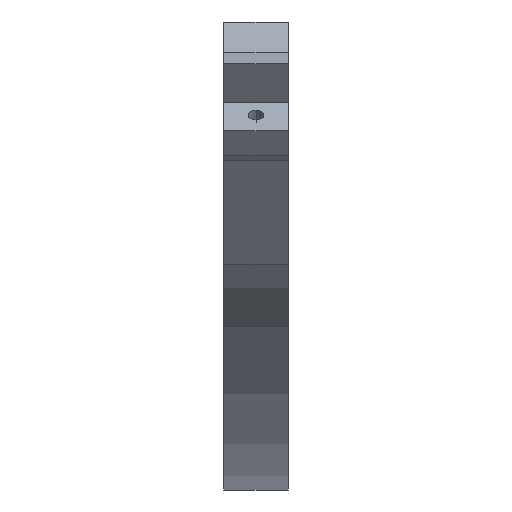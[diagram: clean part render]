
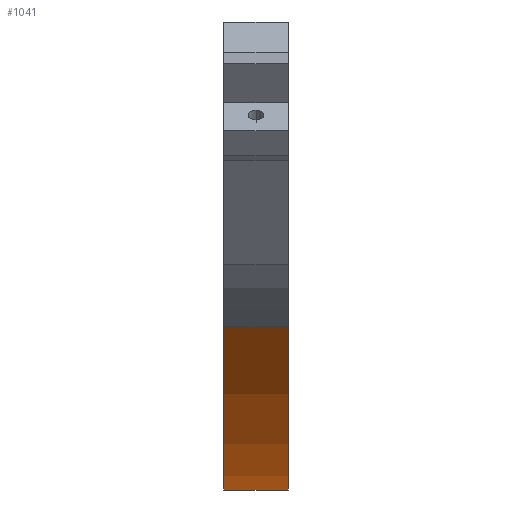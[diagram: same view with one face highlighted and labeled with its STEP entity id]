
A CAD part, top view. The second image highlights one B-rep face of the part: STEP entity #1041.
In plain terms, the highlighted cylindrical face has radius 241.476 mm (diameter 482.953 mm), a partial arc.
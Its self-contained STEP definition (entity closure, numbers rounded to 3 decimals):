
#5 = VERTEX_POINT ( 'NONE', #656 ) ;
#17 = CYLINDRICAL_SURFACE ( 'NONE', #74, 241.476 ) ;
#74 = AXIS2_PLACEMENT_3D ( 'NONE', #960, #944, #699 ) ;
#86 = VECTOR ( 'NONE', #472, 1000. ) ;
#102 = CARTESIAN_POINT ( 'NONE',  ( 12., 12.741, -2.226 ) ) ;
#154 = ORIENTED_EDGE ( 'NONE', *, *, #180, .T. ) ;
#174 = VECTOR ( 'NONE', #614, 1000. ) ;
#180 = EDGE_CURVE ( 'NONE', #293, #634, #659, .T. ) ;
#212 = CARTESIAN_POINT ( 'NONE',  ( 12., 241.476, 75.176 ) ) ;
#223 = DIRECTION ( 'NONE',  ( 0., 0., 1. ) ) ;
#265 = EDGE_CURVE ( 'NONE', #966, #634, #764, .T. ) ;
#276 = CIRCLE ( 'NONE', #433, 241.476 ) ;
#286 = LINE ( 'NONE', #773, #174 ) ;
#293 = VERTEX_POINT ( 'NONE', #381 ) ;
#358 = EDGE_CURVE ( 'NONE', #5, #966, #276, .T. ) ;
#368 = FACE_OUTER_BOUND ( 'NONE', #526, .T. ) ;
#381 = CARTESIAN_POINT ( 'NONE',  ( 0., 30.374, 192.421 ) ) ;
#416 = AXIS2_PLACEMENT_3D ( 'NONE', #458, #684, #673 ) ;
#433 = AXIS2_PLACEMENT_3D ( 'NONE', #212, #978, #223 ) ;
#450 = ORIENTED_EDGE ( 'NONE', *, *, #265, .F. ) ;
#458 = CARTESIAN_POINT ( 'NONE',  ( 0., 241.476, 75.176 ) ) ;
#472 = DIRECTION ( 'NONE',  ( -1., 0., 0. ) ) ;
#526 = EDGE_LOOP ( 'NONE', ( #814, #537, #154, #450 ) ) ;
#537 = ORIENTED_EDGE ( 'NONE', *, *, #1039, .T. ) ;
#563 = CARTESIAN_POINT ( 'NONE',  ( 12., 12.741, -2.226 ) ) ;
#614 = DIRECTION ( 'NONE',  ( -1., 0., 0. ) ) ;
#634 = VERTEX_POINT ( 'NONE', #860 ) ;
#656 = CARTESIAN_POINT ( 'NONE',  ( 12., 30.374, 192.421 ) ) ;
#659 = CIRCLE ( 'NONE', #416, 241.476 ) ;
#673 = DIRECTION ( 'NONE',  ( 0., 0., 1. ) ) ;
#684 = DIRECTION ( 'NONE',  ( 1., 0., 0. ) ) ;
#699 = DIRECTION ( 'NONE',  ( 0., 0., 1. ) ) ;
#764 = LINE ( 'NONE', #563, #86 ) ;
#773 = CARTESIAN_POINT ( 'NONE',  ( 12., 30.374, 192.421 ) ) ;
#814 = ORIENTED_EDGE ( 'NONE', *, *, #358, .F. ) ;
#860 = CARTESIAN_POINT ( 'NONE',  ( 0., 12.741, -2.226 ) ) ;
#944 = DIRECTION ( 'NONE',  ( -1., 0., 0. ) ) ;
#960 = CARTESIAN_POINT ( 'NONE',  ( 12., 241.476, 75.176 ) ) ;
#966 = VERTEX_POINT ( 'NONE', #102 ) ;
#978 = DIRECTION ( 'NONE',  ( 1., 0., 0. ) ) ;
#1039 = EDGE_CURVE ( 'NONE', #5, #293, #286, .T. ) ;
#1041 = ADVANCED_FACE ( 'NONE', ( #368 ), #17, .T. ) ;
